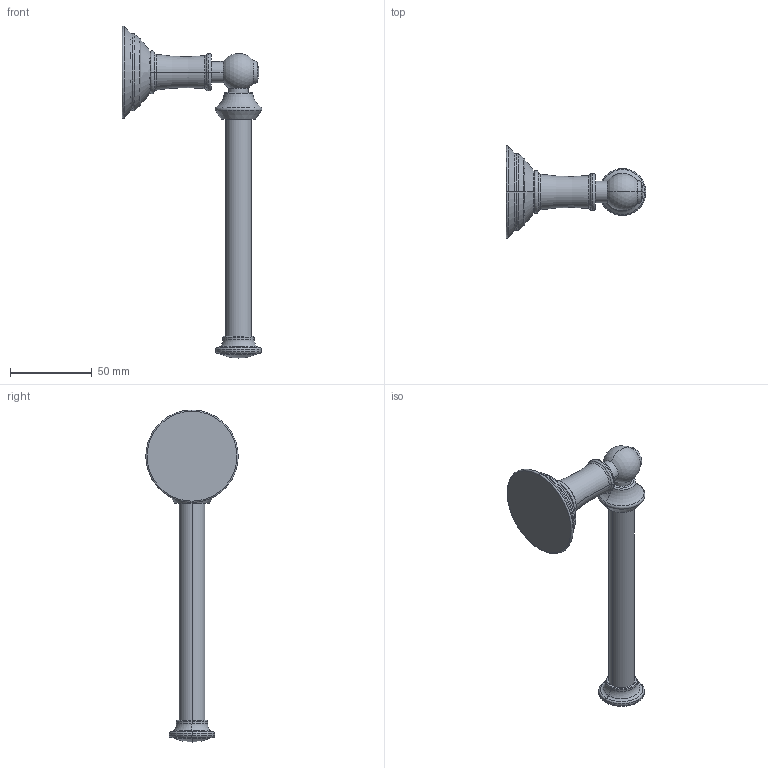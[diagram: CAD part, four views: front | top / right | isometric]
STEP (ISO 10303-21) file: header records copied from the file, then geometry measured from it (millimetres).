
FILE_DESCRIPTION((''),'2;1');
FILE_NAME('34-27_','2021-01-28T17:12:54',('rsmith'),(''),'CREO PARAMETRIC BY PTC INC, 2018400','CREO PARAMETRIC BY PTC INC, 2018400','');
FILE_SCHEMA(('AUTOMOTIVE_DESIGN { 1 0 10303 214 1 1 1 1 }'));
Length unit declared in the file: inch
Products named in the file (1): 34-27_
Bounding box: 85.65 x 56.56 x 203.26 mm (x, y, z)
Volume: 84230.5 mm3; surface area: 21162.9 mm2
Topology: 1 solids, 4 shells, 93 faces, 189 edges, 104 vertices
Faces by surface type: torus 46, cylinder 24, plane 11, sphere 6, cone 4, bspline 2
Entity records: 3752 total; most frequent: DIRECTION 524, CARTESIAN_POINT 438, ORIENTED_EDGE 370, PRESENTATION_STYLE_ASSIGNMENT 257, AXIS2_PLACEMENT_3D 248, STYLED_ITEM 188, CURVE_STYLE 185, EDGE_CURVE 185
